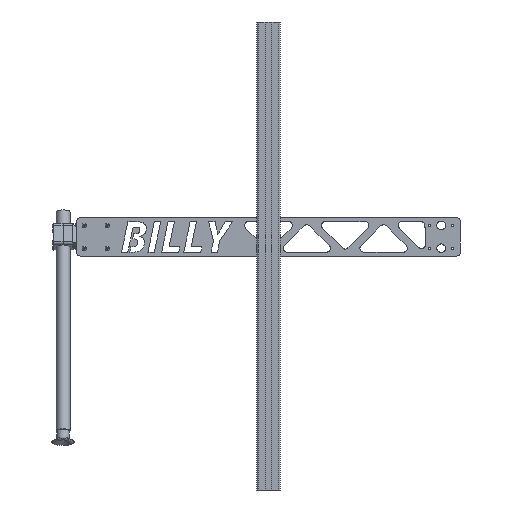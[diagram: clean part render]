
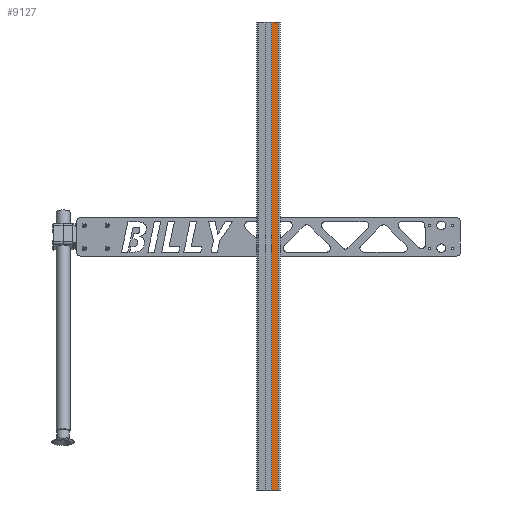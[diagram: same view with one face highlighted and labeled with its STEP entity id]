
A CAD part, front view. The second image highlights one B-rep face of the part: STEP entity #9127.
In plain terms, the highlighted planar face has unit normal (0, -1, 0).
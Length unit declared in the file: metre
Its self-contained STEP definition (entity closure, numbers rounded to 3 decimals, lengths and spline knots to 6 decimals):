
#596=LINE('',#14316,#1471);
#597=LINE('',#14318,#1472);
#598=LINE('',#14320,#1473);
#599=LINE('',#14322,#1474);
#1471=VECTOR('',#11579,1.);
#1472=VECTOR('',#11582,1.);
#1473=VECTOR('',#11583,1.);
#1474=VECTOR('',#11584,1.);
#2680=ORIENTED_EDGE('',*,*,#5036,.T.);
#2681=ORIENTED_EDGE('',*,*,#5035,.F.);
#2682=ORIENTED_EDGE('',*,*,#5037,.F.);
#2683=ORIENTED_EDGE('',*,*,#5038,.T.);
#5035=EDGE_CURVE('',#6239,#6238,#596,.T.);
#5036=EDGE_CURVE('',#6240,#6238,#597,.T.);
#5037=EDGE_CURVE('',#6241,#6239,#598,.T.);
#5038=EDGE_CURVE('',#6241,#6240,#599,.T.);
#6238=VERTEX_POINT('',#14313);
#6239=VERTEX_POINT('',#14315);
#6240=VERTEX_POINT('',#14319);
#6241=VERTEX_POINT('',#14321);
#7466=EDGE_LOOP('',(#2680,#2681,#2682,#2683));
#8163=FACE_BOUND('',#7466,.T.);
#8757=PLANE('',#10268);
#9127=ADVANCED_FACE('',(#8163),#8757,.F.);
#10268=AXIS2_PLACEMENT_3D('',#14317,#11580,#11581);
#11579=DIRECTION('',(0.,0.,-1.));
#11580=DIRECTION('',(0.,1.,0.));
#11581=DIRECTION('',(-1.,0.,0.));
#11582=DIRECTION('',(1.,0.,0.));
#11583=DIRECTION('',(1.,0.,0.));
#11584=DIRECTION('',(0.,0.,-1.));
#14313=CARTESIAN_POINT('',(0.013,-0.015,-0.3048));
#14315=CARTESIAN_POINT('',(0.013,-0.015,0.3048));
#14316=CARTESIAN_POINT('',(0.013,-0.015,0.3048));
#14317=CARTESIAN_POINT('',(-0.013,-0.015,0.3048));
#14318=CARTESIAN_POINT('',(-0.013,-0.015,-0.3048));
#14319=CARTESIAN_POINT('',(0.0045,-0.015,-0.3048));
#14320=CARTESIAN_POINT('',(0.0145,-0.015,0.3048));
#14321=CARTESIAN_POINT('',(0.0045,-0.015,0.3048));
#14322=CARTESIAN_POINT('',(0.0045,-0.015,0.3048));
